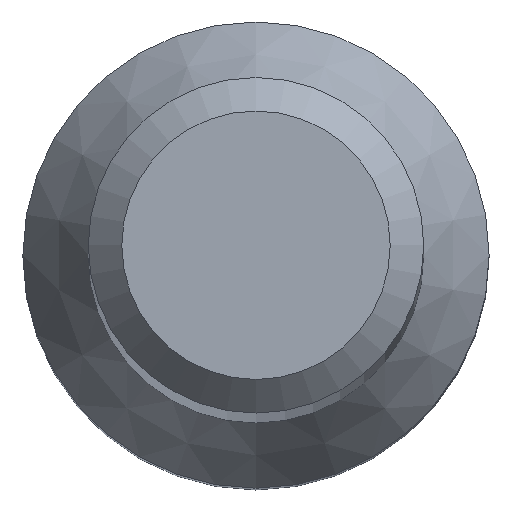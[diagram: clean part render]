
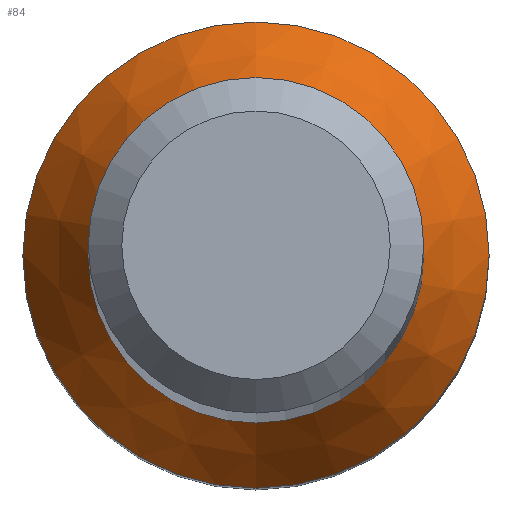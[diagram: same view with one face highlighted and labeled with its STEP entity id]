
A CAD part, top view. The second image highlights one B-rep face of the part: STEP entity #84.
In plain terms, the highlighted conical face has half-angle 30 degrees and reference radius 2.779 mm.
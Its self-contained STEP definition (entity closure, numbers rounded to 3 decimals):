
#2 = DIRECTION ( 'NONE',  ( 0., 1., 0. ) ) ;
#5 = FACE_OUTER_BOUND ( 'NONE', #114, .T. ) ;
#13 = ORIENTED_EDGE ( 'NONE', *, *, #98, .T. ) ;
#16 = ORIENTED_EDGE ( 'NONE', *, *, #181, .F. ) ;
#18 = CIRCLE ( 'NONE', #111, 2.779 ) ;
#21 = DIRECTION ( 'NONE',  ( 0., 0., -1. ) ) ;
#49 = VERTEX_POINT ( 'NONE', #198 ) ;
#51 = AXIS2_PLACEMENT_3D ( 'NONE', #211, #79, #2 ) ;
#79 = DIRECTION ( 'NONE',  ( 0., 0., -1. ) ) ;
#82 = DIRECTION ( 'NONE',  ( 0., 1., 0. ) ) ;
#84 = ADVANCED_FACE ( 'NONE', ( #243, #5 ), #236, .T. ) ;
#98 = EDGE_CURVE ( 'NONE', #135, #135, #165, .T. ) ;
#104 = CARTESIAN_POINT ( 'NONE',  ( 0., 0., 12.643 ) ) ;
#111 = AXIS2_PLACEMENT_3D ( 'NONE', #104, #176, #82 ) ;
#114 = EDGE_LOOP ( 'NONE', ( #16 ) ) ;
#124 = CARTESIAN_POINT ( 'NONE',  ( 0., 2., 13.992 ) ) ;
#133 = AXIS2_PLACEMENT_3D ( 'NONE', #193, #21, #194 ) ;
#135 = VERTEX_POINT ( 'NONE', #124 ) ;
#165 = CIRCLE ( 'NONE', #51, 2. ) ;
#176 = DIRECTION ( 'NONE',  ( 0., 0., -1. ) ) ;
#181 = EDGE_CURVE ( 'NONE', #49, #49, #18, .T. ) ;
#185 = EDGE_LOOP ( 'NONE', ( #13 ) ) ;
#193 = CARTESIAN_POINT ( 'NONE',  ( 0., 0., 12.643 ) ) ;
#194 = DIRECTION ( 'NONE',  ( 0., 1., 0. ) ) ;
#198 = CARTESIAN_POINT ( 'NONE',  ( 0., 2.779, 12.643 ) ) ;
#211 = CARTESIAN_POINT ( 'NONE',  ( 0., 0., 13.992 ) ) ;
#236 = CONICAL_SURFACE ( 'NONE', #133, 2.779, 0.524 ) ;
#243 = FACE_BOUND ( 'NONE', #185, .T. ) ;
